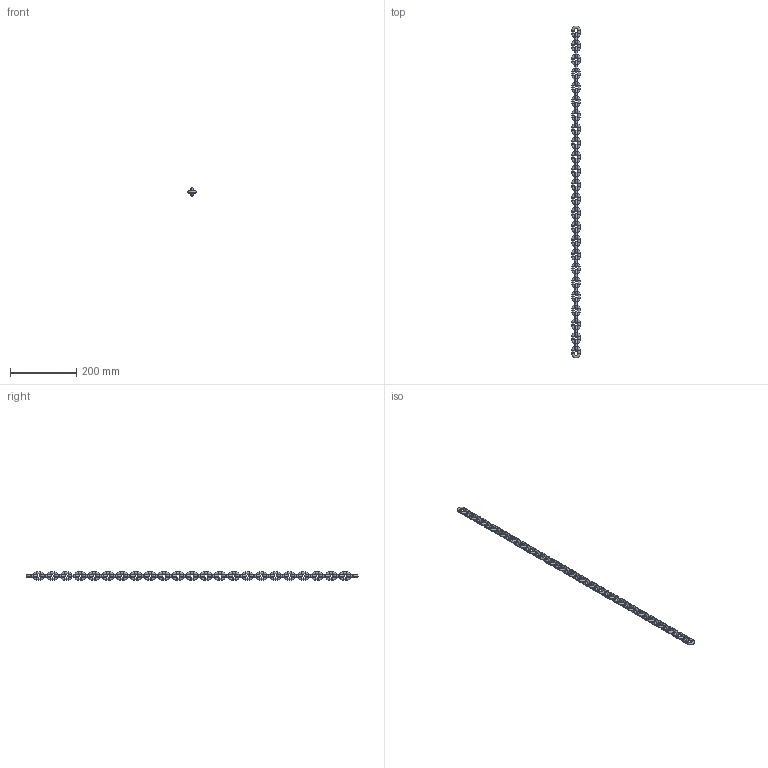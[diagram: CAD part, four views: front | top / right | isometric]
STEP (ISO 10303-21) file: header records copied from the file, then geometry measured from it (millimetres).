
FILE_DESCRIPTION (( 'STEP AP203' ), '1' );
FILE_NAME ('T28001.STEP', '2018-07-18T15:56:57', ( '' ), ( '' ), 'SwSTEP 2.0', 'SolidWorks 2016', '' );
FILE_SCHEMA (( 'CONFIG_CONTROL_DESIGN' ));
Length unit declared in the file: millimetre
Products named in the file (1): T28001
Bounding box: 25 x 1000.08 x 25 mm (x, y, z)
Volume: 138278.2 mm3; surface area: 82633.7 mm2
Topology: 47 solids, 47 shells, 564 faces, 1082 edges, 612 vertices
Faces by surface type: cylinder 282, torus 188, plane 94
Entity records: 14287 total; most frequent: DIRECTION 3012, CARTESIAN_POINT 2259, ORIENTED_EDGE 2164, AXIS2_PLACEMENT_3D 1365, EDGE_CURVE 1082, CIRCLE 800, VERTEX_POINT 612, FACE_OUTER_BOUND 564
